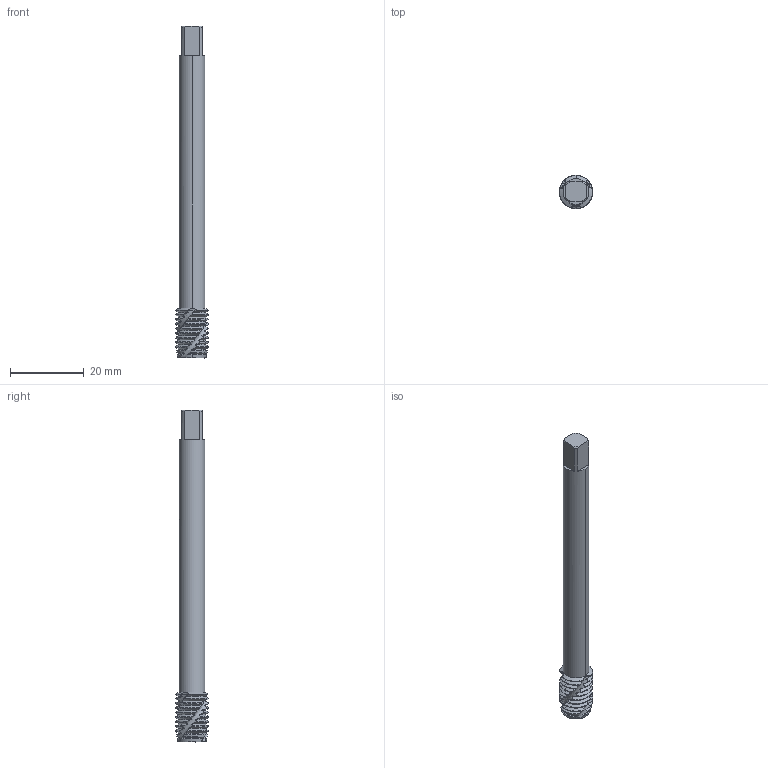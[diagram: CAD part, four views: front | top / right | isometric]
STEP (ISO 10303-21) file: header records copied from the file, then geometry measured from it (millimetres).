
FILE_DESCRIPTION(('no description'),'unknown implementation level');
FILE_NAME('solidmb4h0qu2SWWOu9_al0X_QEJ11Zk_1.STP',' ',('CIM GmbH Aachen'),('CADClick - KiM GmbH - www.kimweb.de'),'unknown preprocess','ACIS','unknown authorization');
FILE_SCHEMA(('automotive_design'));
Length unit declared in the file: millimetre
Products named in the file (2): 1; 2
Bounding box: 9 x 9 x 90 mm (x, y, z)
Volume: 3549.9 mm3; surface area: 2905.9 mm2
Topology: 2 solids, 2 shells, 244 faces, 689 edges, 449 vertices
Faces by surface type: cone 123, cylinder 95, plane 17, bspline 6, revolution 3
Entity records: 19616 total; most frequent: CARTESIAN_POINT 6000, STYLED_ITEM 1384, PRESENTATION_STYLE_ASSIGNMENT 1384, COLOUR_RGB 1384, ORIENTED_EDGE 1378, DIRECTION 1125, EDGE_CURVE 689, CURVE_STYLE 689
